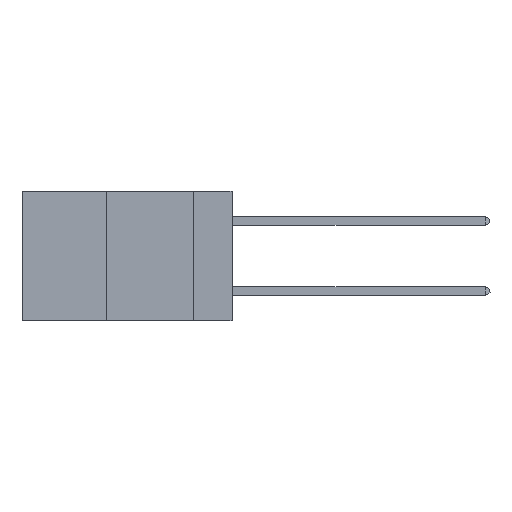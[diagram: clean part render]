
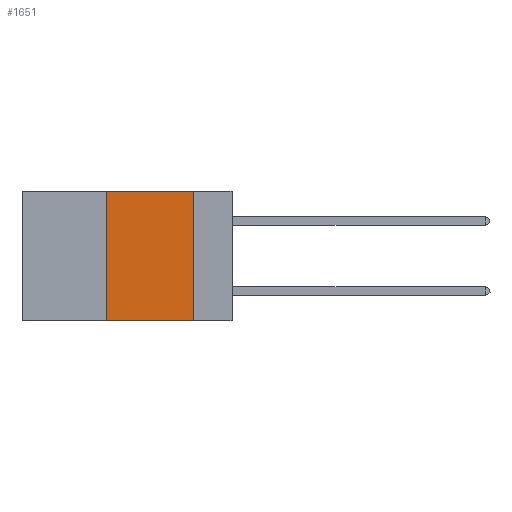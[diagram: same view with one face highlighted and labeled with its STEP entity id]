
A CAD part, left-side view. The second image highlights one B-rep face of the part: STEP entity #1651.
In plain terms, the highlighted planar face has unit normal (-1, 0, 0).
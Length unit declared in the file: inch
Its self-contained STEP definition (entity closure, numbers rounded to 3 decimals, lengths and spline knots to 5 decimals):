
#259 = CARTESIAN_POINT ( 'NONE',  ( 0., 0.36, -0.37 ) ) ;
#292 = ORIENTED_EDGE ( 'NONE', *, *, #6278, .T. ) ;
#586 = VECTOR ( 'NONE', #8265, 39.37008 ) ;
#613 = VERTEX_POINT ( 'NONE', #9220 ) ;
#1088 = DIRECTION ( 'NONE',  ( 0., 0., 1. ) ) ;
#1122 = FACE_OUTER_BOUND ( 'NONE', #7786, .T. ) ;
#1190 = CARTESIAN_POINT ( 'NONE',  ( 0., 0.6, 0. ) ) ;
#1500 = VECTOR ( 'NONE', #7885, 39.37008 ) ;
#1651 = ADVANCED_FACE ( 'NONE', ( #1122 ), #7578, .F. ) ;
#1838 = ORIENTED_EDGE ( 'NONE', *, *, #9075, .F. ) ;
#1850 = CARTESIAN_POINT ( 'NONE',  ( 0., 0.6, 0. ) ) ;
#1970 = DIRECTION ( 'NONE',  ( 0., 0., -1. ) ) ;
#2144 = EDGE_CURVE ( 'NONE', #8825, #3484, #5510, .T. ) ;
#3050 = VECTOR ( 'NONE', #1088, 39.37008 ) ;
#3484 = VERTEX_POINT ( 'NONE', #6048 ) ;
#3768 = ORIENTED_EDGE ( 'NONE', *, *, #5646, .F. ) ;
#4011 = ORIENTED_EDGE ( 'NONE', *, *, #2144, .F. ) ;
#4623 = LINE ( 'NONE', #11042, #1500 ) ;
#5091 = CARTESIAN_POINT ( 'NONE',  ( 0., 0.11, 0. ) ) ;
#5510 = LINE ( 'NONE', #9333, #3050 ) ;
#5646 = EDGE_CURVE ( 'NONE', #613, #9817, #9694, .T. ) ;
#5698 = LINE ( 'NONE', #1190, #586 ) ;
#5812 = AXIS2_PLACEMENT_3D ( 'NONE', #1850, #7509, #1970 ) ;
#6048 = CARTESIAN_POINT ( 'NONE',  ( 0., 0.36, 0. ) ) ;
#6278 = EDGE_CURVE ( 'NONE', #8825, #9817, #4623, .T. ) ;
#7509 = DIRECTION ( 'NONE',  ( 1., 0., 0. ) ) ;
#7578 = PLANE ( 'NONE',  #5812 ) ;
#7786 = EDGE_LOOP ( 'NONE', ( #3768, #1838, #4011, #292 ) ) ;
#7885 = DIRECTION ( 'NONE',  ( 0., -1., 0. ) ) ;
#8265 = DIRECTION ( 'NONE',  ( 0., -1., 0. ) ) ;
#8694 = DIRECTION ( 'NONE',  ( 0., 0., -1. ) ) ;
#8822 = CARTESIAN_POINT ( 'NONE',  ( 0., 0.11, -0.37 ) ) ;
#8825 = VERTEX_POINT ( 'NONE', #259 ) ;
#9075 = EDGE_CURVE ( 'NONE', #3484, #613, #5698, .T. ) ;
#9220 = CARTESIAN_POINT ( 'NONE',  ( 0., 0.11, 0. ) ) ;
#9333 = CARTESIAN_POINT ( 'NONE',  ( 0., 0.36, 0. ) ) ;
#9694 = LINE ( 'NONE', #5091, #9939 ) ;
#9817 = VERTEX_POINT ( 'NONE', #8822 ) ;
#9939 = VECTOR ( 'NONE', #8694, 39.37008 ) ;
#11042 = CARTESIAN_POINT ( 'NONE',  ( 0., 0.6, -0.37 ) ) ;
